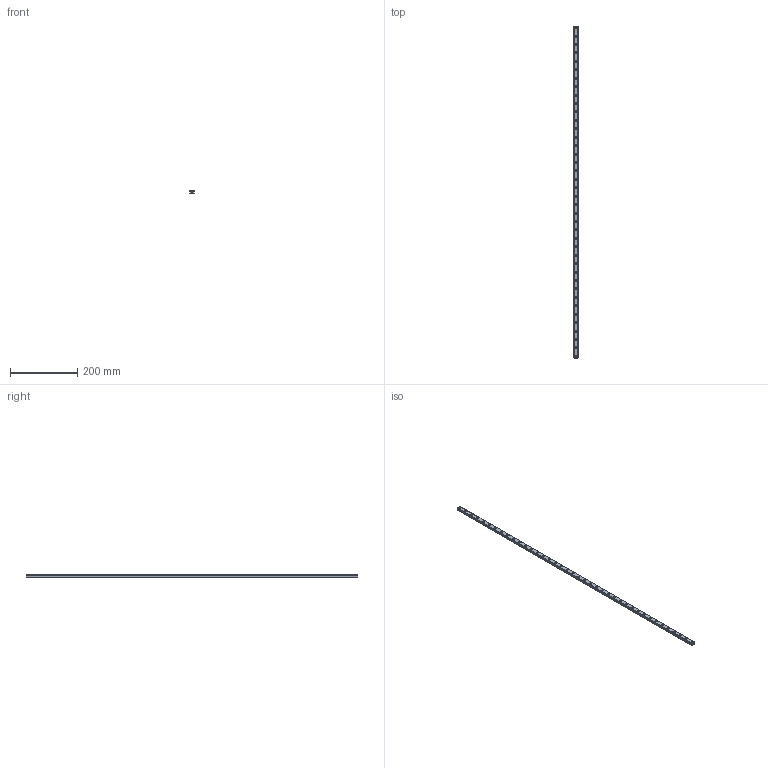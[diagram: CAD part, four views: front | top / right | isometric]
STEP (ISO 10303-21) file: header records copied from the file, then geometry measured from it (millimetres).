
FILE_DESCRIPTION(('STEP AP214'),'1');
FILE_NAME('cctmp_8FEAA091-E3ED-48DC-A5E7-BF0BB88B3C2A_2021_02_18_15_49_47_0052..stp','2021-02-18T14:49:47',('HIWIN GmbH'),('CADClick - www.CADClick.com'),'Spatial InterOp 3D',' ','unknown authorization');
FILE_SCHEMA(('AUTOMOTIVE_DESIGN'));
Length unit declared in the file: millimetre
Products named in the file (1): MGNR12R985CM_FILE
Bounding box: 12 x 985 x 8 mm (x, y, z)
Volume: 84273.9 mm3; surface area: 49145 mm2
Topology: 1 solids, 1 shells, 455 faces, 987 edges, 658 vertices
Faces by surface type: cylinder 256, plane 199
Entity records: 16297 total; most frequent: DIRECTION 2411, CARTESIAN_POINT 2101, ORIENTED_EDGE 1974, EDGE_CURVE 987, AXIS2_PLACEMENT_3D 968, VERTEX_POINT 658, EDGE_LOOP 579, CIRCLE 512
